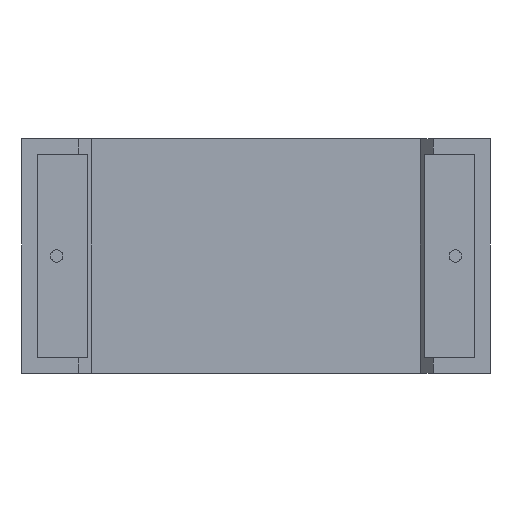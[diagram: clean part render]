
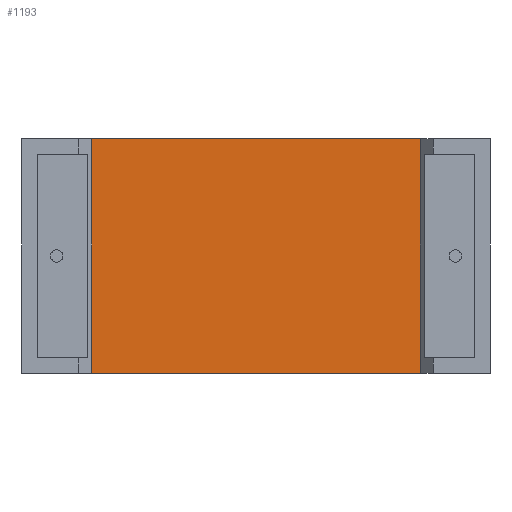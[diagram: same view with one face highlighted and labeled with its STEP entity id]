
A CAD part, front view. The second image highlights one B-rep face of the part: STEP entity #1193.
In plain terms, the highlighted planar face has unit normal (0, -1, 0).
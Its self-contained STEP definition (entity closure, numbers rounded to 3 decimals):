
#101 = EDGE_CURVE ( 'NONE', #1377, #715, #1366, .T. ) ;
#133 = VECTOR ( 'NONE', #1904, 1000. ) ;
#186 = DIRECTION ( 'NONE',  ( 0., 0., 1. ) ) ;
#189 = VERTEX_POINT ( 'NONE', #257 ) ;
#240 = DIRECTION ( 'NONE',  ( 0., 1., 0. ) ) ;
#257 = CARTESIAN_POINT ( 'NONE',  ( 4.797, 1.038, 16.2 ) ) ;
#531 = CARTESIAN_POINT ( 'NONE',  ( 27.503, 1.038, 0. ) ) ;
#655 = CARTESIAN_POINT ( 'NONE',  ( 4.797, 1.038, 0. ) ) ;
#664 = ORIENTED_EDGE ( 'NONE', *, *, #101, .F. ) ;
#712 = LINE ( 'NONE', #2603, #133 ) ;
#715 = VERTEX_POINT ( 'NONE', #1421 ) ;
#803 = ORIENTED_EDGE ( 'NONE', *, *, #3009, .F. ) ;
#1139 = DIRECTION ( 'NONE',  ( -1., 0., 0. ) ) ;
#1193 = ADVANCED_FACE ( 'NONE', ( #2423 ), #2458, .F. ) ;
#1231 = EDGE_CURVE ( 'NONE', #1377, #2047, #1864, .T. ) ;
#1291 = ORIENTED_EDGE ( 'NONE', *, *, #1231, .T. ) ;
#1366 = LINE ( 'NONE', #1867, #2521 ) ;
#1377 = VERTEX_POINT ( 'NONE', #531 ) ;
#1421 = CARTESIAN_POINT ( 'NONE',  ( 4.797, 1.038, 0. ) ) ;
#1476 = DIRECTION ( 'NONE',  ( 0., 0., 1. ) ) ;
#1504 = VECTOR ( 'NONE', #186, 1000. ) ;
#1629 = EDGE_LOOP ( 'NONE', ( #2564, #803, #664, #1291 ) ) ;
#1682 = EDGE_CURVE ( 'NONE', #2047, #189, #712, .T. ) ;
#1834 = DIRECTION ( 'NONE',  ( -1., 0., 0. ) ) ;
#1864 = LINE ( 'NONE', #2279, #1504 ) ;
#1867 = CARTESIAN_POINT ( 'NONE',  ( 16.15, 1.038, 0. ) ) ;
#1904 = DIRECTION ( 'NONE',  ( -1., 0., 0. ) ) ;
#1908 = VECTOR ( 'NONE', #1476, 1000. ) ;
#2047 = VERTEX_POINT ( 'NONE', #2421 ) ;
#2279 = CARTESIAN_POINT ( 'NONE',  ( 27.503, 1.038, 0. ) ) ;
#2333 = CARTESIAN_POINT ( 'NONE',  ( 16.15, 1.038, 0. ) ) ;
#2421 = CARTESIAN_POINT ( 'NONE',  ( 27.503, 1.038, 16.2 ) ) ;
#2423 = FACE_OUTER_BOUND ( 'NONE', #1629, .T. ) ;
#2458 = PLANE ( 'NONE',  #2529 ) ;
#2521 = VECTOR ( 'NONE', #1834, 1000. ) ;
#2529 = AXIS2_PLACEMENT_3D ( 'NONE', #2333, #240, #1139 ) ;
#2564 = ORIENTED_EDGE ( 'NONE', *, *, #1682, .T. ) ;
#2603 = CARTESIAN_POINT ( 'NONE',  ( 16.15, 1.038, 16.2 ) ) ;
#2987 = LINE ( 'NONE', #655, #1908 ) ;
#3009 = EDGE_CURVE ( 'NONE', #715, #189, #2987, .T. ) ;
